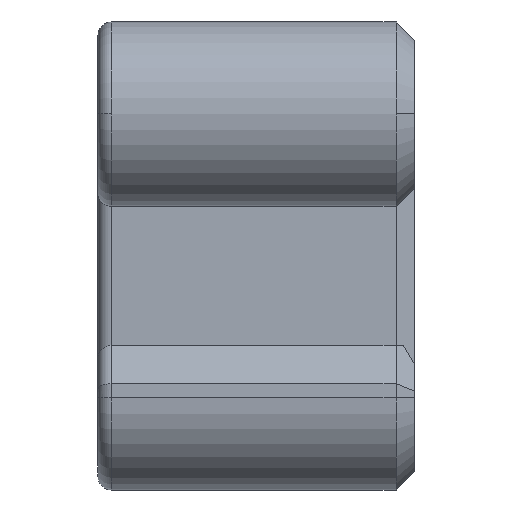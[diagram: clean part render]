
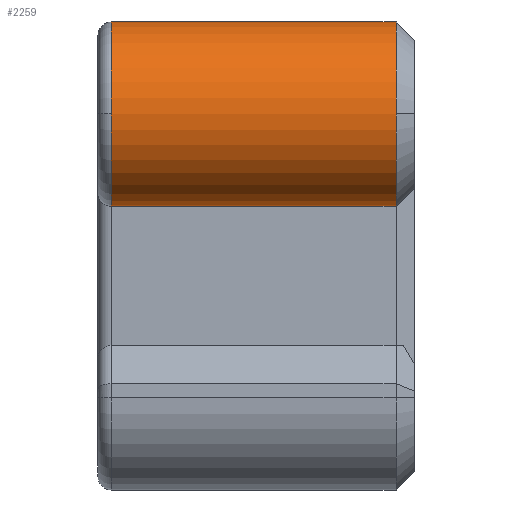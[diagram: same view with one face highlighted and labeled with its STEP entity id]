
A CAD part, top view. The second image highlights one B-rep face of the part: STEP entity #2259.
In plain terms, the highlighted cylindrical face has radius 2.039 mm (diameter 4.078 mm), a partial arc.
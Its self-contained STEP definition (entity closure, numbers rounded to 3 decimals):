
#4 = VERTEX_POINT ( 'NONE', #410 ) ;
#6 = DIRECTION ( 'NONE',  ( 1., 0., 0. ) ) ;
#118 = EDGE_CURVE ( 'NONE', #4, #540, #1400, .T. ) ;
#122 = CARTESIAN_POINT ( 'NONE',  ( 9.95, -1.639, 6.7 ) ) ;
#154 = AXIS2_PLACEMENT_3D ( 'NONE', #2208, #662, #1028 ) ;
#214 = DIRECTION ( 'NONE',  ( 0., 0., -1. ) ) ;
#216 = EDGE_CURVE ( 'NONE', #905, #4, #837, .T. ) ;
#250 = CARTESIAN_POINT ( 'NONE',  ( 7.911, -3.678, 6.7 ) ) ;
#263 = AXIS2_PLACEMENT_3D ( 'NONE', #1908, #1710, #347 ) ;
#278 = AXIS2_PLACEMENT_3D ( 'NONE', #1749, #564, #1724 ) ;
#284 = DIRECTION ( 'NONE',  ( 1., 0., 0. ) ) ;
#326 = AXIS2_PLACEMENT_3D ( 'NONE', #1164, #214, #6 ) ;
#335 = ORIENTED_EDGE ( 'NONE', *, *, #346, .F. ) ;
#346 = EDGE_CURVE ( 'NONE', #1255, #540, #1155, .T. ) ;
#347 = DIRECTION ( 'NONE',  ( 1., 0., 0. ) ) ;
#410 = CARTESIAN_POINT ( 'NONE',  ( 9.95, -1.639, 0.4 ) ) ;
#438 = CARTESIAN_POINT ( 'NONE',  ( 7.911, -3.678, 0.4 ) ) ;
#455 = VERTEX_POINT ( 'NONE', #250 ) ;
#540 = VERTEX_POINT ( 'NONE', #671 ) ;
#564 = DIRECTION ( 'NONE',  ( 0., 0., -1. ) ) ;
#601 = ORIENTED_EDGE ( 'NONE', *, *, #118, .T. ) ;
#662 = DIRECTION ( 'NONE',  ( 0., 0., -1. ) ) ;
#671 = CARTESIAN_POINT ( 'NONE',  ( 7.911, 0.4, 0.4 ) ) ;
#695 = EDGE_LOOP ( 'NONE', ( #335, #2493, #2253, #1268, #1674, #601 ) ) ;
#729 = CIRCLE ( 'NONE', #326, 2.039 ) ;
#837 = CIRCLE ( 'NONE', #263, 2.039 ) ;
#875 = DIRECTION ( 'NONE',  ( 0., 0., -1. ) ) ;
#905 = VERTEX_POINT ( 'NONE', #438 ) ;
#920 = EDGE_CURVE ( 'NONE', #455, #905, #2404, .T. ) ;
#959 = VECTOR ( 'NONE', #875, 1000. ) ;
#968 = CYLINDRICAL_SURFACE ( 'NONE', #278, 2.039 ) ;
#1028 = DIRECTION ( 'NONE',  ( 1., 0., 0. ) ) ;
#1058 = CARTESIAN_POINT ( 'NONE',  ( 7.911, -1.639, 0.4 ) ) ;
#1078 = VECTOR ( 'NONE', #2125, 1000. ) ;
#1155 = LINE ( 'NONE', #1533, #1078 ) ;
#1164 = CARTESIAN_POINT ( 'NONE',  ( 7.911, -1.639, 6.7 ) ) ;
#1255 = VERTEX_POINT ( 'NONE', #1788 ) ;
#1268 = ORIENTED_EDGE ( 'NONE', *, *, #920, .T. ) ;
#1371 = EDGE_CURVE ( 'NONE', #1515, #455, #1698, .T. ) ;
#1400 = CIRCLE ( 'NONE', #1730, 2.039 ) ;
#1515 = VERTEX_POINT ( 'NONE', #122 ) ;
#1533 = CARTESIAN_POINT ( 'NONE',  ( 7.911, 0.4, 21.637 ) ) ;
#1674 = ORIENTED_EDGE ( 'NONE', *, *, #216, .T. ) ;
#1679 = CARTESIAN_POINT ( 'NONE',  ( 7.911, -3.678, 21.637 ) ) ;
#1698 = CIRCLE ( 'NONE', #154, 2.039 ) ;
#1710 = DIRECTION ( 'NONE',  ( 0., 0., 1. ) ) ;
#1724 = DIRECTION ( 'NONE',  ( -1., 0., 0. ) ) ;
#1730 = AXIS2_PLACEMENT_3D ( 'NONE', #1058, #1842, #284 ) ;
#1749 = CARTESIAN_POINT ( 'NONE',  ( 7.911, -1.639, 21.637 ) ) ;
#1788 = CARTESIAN_POINT ( 'NONE',  ( 7.911, 0.4, 6.7 ) ) ;
#1842 = DIRECTION ( 'NONE',  ( 0., 0., 1. ) ) ;
#1908 = CARTESIAN_POINT ( 'NONE',  ( 7.911, -1.639, 0.4 ) ) ;
#1921 = FACE_OUTER_BOUND ( 'NONE', #695, .T. ) ;
#2125 = DIRECTION ( 'NONE',  ( 0., 0., -1. ) ) ;
#2208 = CARTESIAN_POINT ( 'NONE',  ( 7.911, -1.639, 6.7 ) ) ;
#2253 = ORIENTED_EDGE ( 'NONE', *, *, #1371, .T. ) ;
#2259 = ADVANCED_FACE ( 'NONE', ( #1921 ), #968, .T. ) ;
#2404 = LINE ( 'NONE', #1679, #959 ) ;
#2489 = EDGE_CURVE ( 'NONE', #1255, #1515, #729, .T. ) ;
#2493 = ORIENTED_EDGE ( 'NONE', *, *, #2489, .T. ) ;
